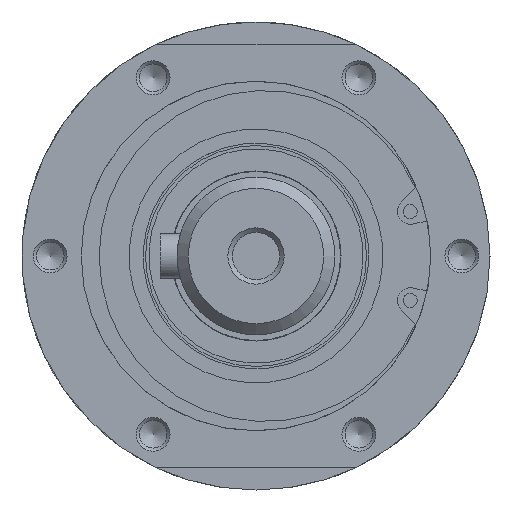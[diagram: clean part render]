
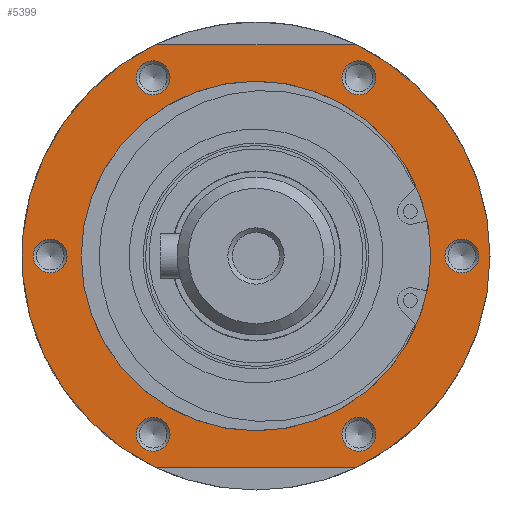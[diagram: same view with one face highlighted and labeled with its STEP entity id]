
A CAD part, left-side view. The second image highlights one B-rep face of the part: STEP entity #5399.
In plain terms, the highlighted planar face has unit normal (-1, 0, 0).
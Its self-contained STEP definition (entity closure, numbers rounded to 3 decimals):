
#459=FACE_BOUND('',#1810,.T.);
#460=FACE_BOUND('',#1811,.T.);
#461=FACE_BOUND('',#1812,.T.);
#462=FACE_BOUND('',#1813,.T.);
#463=FACE_BOUND('',#1814,.T.);
#464=FACE_BOUND('',#1815,.T.);
#465=FACE_BOUND('',#1816,.T.);
#795=LINE('',#9198,#1153);
#796=LINE('',#9204,#1154);
#1153=VECTOR('',#7318,10.);
#1154=VECTOR('',#7323,10.);
#1496=FACE_OUTER_BOUND('',#1809,.T.);
#1809=EDGE_LOOP('',(#4696,#4697,#4698,#4699,#4700));
#1810=EDGE_LOOP('',(#4701));
#1811=EDGE_LOOP('',(#4702));
#1812=EDGE_LOOP('',(#4703));
#1813=EDGE_LOOP('',(#4704,#4705));
#1814=EDGE_LOOP('',(#4706));
#1815=EDGE_LOOP('',(#4707));
#1816=EDGE_LOOP('',(#4708));
#2085=CIRCLE('',#5881,31.);
#2086=CIRCLE('',#5882,31.);
#2106=CIRCLE('',#5913,3.);
#2109=CIRCLE('',#5918,3.);
#2112=CIRCLE('',#5923,3.);
#2115=CIRCLE('',#5928,3.);
#2118=CIRCLE('',#5933,3.);
#2121=CIRCLE('',#5938,41.5);
#2122=CIRCLE('',#5939,41.5);
#2123=CIRCLE('',#5940,41.5);
#2124=CIRCLE('',#5941,3.);
#2593=VERTEX_POINT('',#9080);
#2594=VERTEX_POINT('',#9082);
#2618=VERTEX_POINT('',#9146);
#2621=VERTEX_POINT('',#9156);
#2624=VERTEX_POINT('',#9166);
#2627=VERTEX_POINT('',#9176);
#2630=VERTEX_POINT('',#9186);
#2633=VERTEX_POINT('',#9196);
#2634=VERTEX_POINT('',#9197);
#2635=VERTEX_POINT('',#9199);
#2636=VERTEX_POINT('',#9201);
#2637=VERTEX_POINT('',#9203);
#2638=VERTEX_POINT('',#9206);
#3296=EDGE_CURVE('',#2594,#2593,#2085,.T.);
#3297=EDGE_CURVE('',#2593,#2594,#2086,.T.);
#3325=EDGE_CURVE('',#2618,#2618,#2106,.T.);
#3330=EDGE_CURVE('',#2621,#2621,#2109,.T.);
#3335=EDGE_CURVE('',#2624,#2624,#2112,.T.);
#3340=EDGE_CURVE('',#2627,#2627,#2115,.T.);
#3345=EDGE_CURVE('',#2630,#2630,#2118,.T.);
#3350=EDGE_CURVE('',#2633,#2634,#795,.T.);
#3351=EDGE_CURVE('',#2635,#2634,#2121,.T.);
#3352=EDGE_CURVE('',#2636,#2635,#2122,.T.);
#3353=EDGE_CURVE('',#2636,#2637,#796,.T.);
#3354=EDGE_CURVE('',#2633,#2637,#2123,.T.);
#3355=EDGE_CURVE('',#2638,#2638,#2124,.T.);
#4696=ORIENTED_EDGE('',*,*,#3350,.T.);
#4697=ORIENTED_EDGE('',*,*,#3351,.F.);
#4698=ORIENTED_EDGE('',*,*,#3352,.F.);
#4699=ORIENTED_EDGE('',*,*,#3353,.T.);
#4700=ORIENTED_EDGE('',*,*,#3354,.F.);
#4701=ORIENTED_EDGE('',*,*,#3345,.F.);
#4702=ORIENTED_EDGE('',*,*,#3335,.F.);
#4703=ORIENTED_EDGE('',*,*,#3325,.F.);
#4704=ORIENTED_EDGE('',*,*,#3296,.T.);
#4705=ORIENTED_EDGE('',*,*,#3297,.T.);
#4706=ORIENTED_EDGE('',*,*,#3330,.F.);
#4707=ORIENTED_EDGE('',*,*,#3340,.F.);
#4708=ORIENTED_EDGE('',*,*,#3355,.F.);
#5150=PLANE('',#5937);
#5399=ADVANCED_FACE('',(#1496,#459,#460,#461,#462,#463,#464,#465),#5150,
 .T.);
#5881=AXIS2_PLACEMENT_3D('',#9083,#7186,#7187);
#5882=AXIS2_PLACEMENT_3D('',#9084,#7188,#7189);
#5913=AXIS2_PLACEMENT_3D('',#9147,#7258,#7259);
#5918=AXIS2_PLACEMENT_3D('',#9157,#7270,#7271);
#5923=AXIS2_PLACEMENT_3D('',#9167,#7282,#7283);
#5928=AXIS2_PLACEMENT_3D('',#9177,#7294,#7295);
#5933=AXIS2_PLACEMENT_3D('',#9187,#7306,#7307);
#5937=AXIS2_PLACEMENT_3D('',#9195,#7316,#7317);
#5938=AXIS2_PLACEMENT_3D('',#9200,#7319,#7320);
#5939=AXIS2_PLACEMENT_3D('',#9202,#7321,#7322);
#5940=AXIS2_PLACEMENT_3D('',#9205,#7324,#7325);
#5941=AXIS2_PLACEMENT_3D('',#9207,#7326,#7327);
#7186=DIRECTION('center_axis',(1.,0.,0.));
#7187=DIRECTION('ref_axis',(0.,1.,0.));
#7188=DIRECTION('center_axis',(1.,0.,0.));
#7189=DIRECTION('ref_axis',(0.,1.,0.));
#7258=DIRECTION('center_axis',(-1.,0.,0.));
#7259=DIRECTION('ref_axis',(0.,-0.866,-0.5));
#7270=DIRECTION('center_axis',(-1.,0.,0.));
#7271=DIRECTION('ref_axis',(0.,0.,
-1.));
#7282=DIRECTION('center_axis',(-1.,0.,0.));
#7283=DIRECTION('ref_axis',(0.,-0.866,0.5));
#7294=DIRECTION('center_axis',(-1.,0.,0.));
#7295=DIRECTION('ref_axis',(0.,0.866,-0.5));
#7306=DIRECTION('center_axis',(-1.,0.,0.));
#7307=DIRECTION('ref_axis',(0.,0.,1.));
#7316=DIRECTION('center_axis',(-1.,0.,0.));
#7317=DIRECTION('ref_axis',(0.,0.,1.));
#7318=DIRECTION('',(0.,-1.,0.));
#7319=DIRECTION('center_axis',(1.,0.,0.));
#7320=DIRECTION('ref_axis',(0.,1.,0.));
#7321=DIRECTION('center_axis',(1.,0.,0.));
#7322=DIRECTION('ref_axis',(0.,1.,0.));
#7323=DIRECTION('',(0.,1.,0.));
#7324=DIRECTION('center_axis',(1.,0.,0.));
#7325=DIRECTION('ref_axis',(0.,1.,0.));
#7326=DIRECTION('center_axis',(-1.,0.,0.));
#7327=DIRECTION('ref_axis',(0.,0.866,0.5));
#9080=CARTESIAN_POINT('',(-121.096,-31.,0.));
#9082=CARTESIAN_POINT('',(-121.096,31.,0.));
#9083=CARTESIAN_POINT('Origin',(-121.096,0.,0.));
#9084=CARTESIAN_POINT('Origin',(-121.096,0.,0.));
#9146=CARTESIAN_POINT('',(-121.096,20.848,-30.11));
#9147=CARTESIAN_POINT('Origin',(-121.096,18.25,-31.61));
#9156=CARTESIAN_POINT('',(-121.096,36.5,3.));
#9157=CARTESIAN_POINT('Origin',(-121.096,36.5,0.));
#9166=CARTESIAN_POINT('',(-121.096,-15.652,-33.11));
#9167=CARTESIAN_POINT('Origin',(-121.096,-18.25,-31.61));
#9176=CARTESIAN_POINT('',(-121.096,15.652,33.11));
#9177=CARTESIAN_POINT('Origin',(-121.096,18.25,31.61));
#9186=CARTESIAN_POINT('',(-121.096,-36.5,-3.));
#9187=CARTESIAN_POINT('Origin',(-121.096,-36.5,0.));
#9195=CARTESIAN_POINT('Origin',(-121.096,36.25,0.));
#9196=CARTESIAN_POINT('',(-121.096,17.776,-37.5));
#9197=CARTESIAN_POINT('',(-121.096,-17.776,-37.5));
#9198=CARTESIAN_POINT('',(-121.096,4.214,-37.5));
#9199=CARTESIAN_POINT('',(-121.096,-41.5,0.));
#9200=CARTESIAN_POINT('Origin',(-121.096,0.,
0.));
#9201=CARTESIAN_POINT('',(-121.096,-17.776,37.5));
#9202=CARTESIAN_POINT('Origin',(-121.096,0.,
0.));
#9203=CARTESIAN_POINT('',(-121.096,17.776,37.5));
#9204=CARTESIAN_POINT('',(-121.096,32.036,37.5));
#9205=CARTESIAN_POINT('Origin',(-121.096,0.,
0.));
#9206=CARTESIAN_POINT('',(-121.096,-20.848,30.11));
#9207=CARTESIAN_POINT('Origin',(-121.096,-18.25,31.61));
